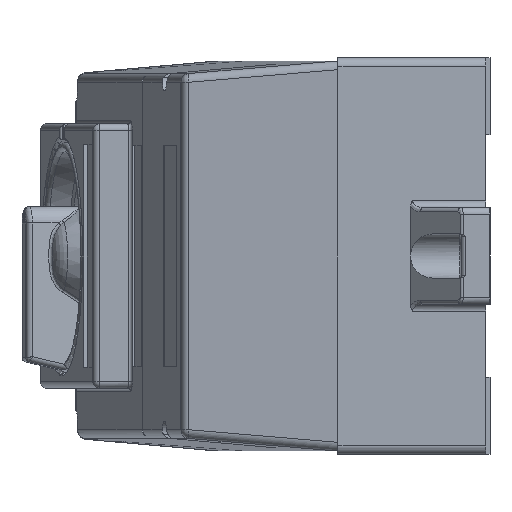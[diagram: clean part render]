
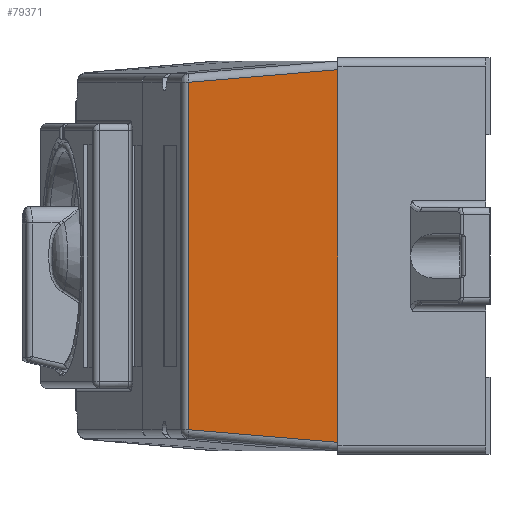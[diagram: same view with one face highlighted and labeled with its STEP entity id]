
A CAD part, left-side view. The second image highlights one B-rep face of the part: STEP entity #79371.
In plain terms, the highlighted planar face has unit normal (-0.996, 0.087, 0).
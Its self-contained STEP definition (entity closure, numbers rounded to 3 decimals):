
#1971 = EDGE_CURVE ( 'NONE', #79376, #9527, #69287, .T. ) ;
#2226 = VERTEX_POINT ( 'NONE', #69426 ) ;
#7750 = LINE ( 'NONE', #80877, #82552 ) ;
#9020 = CARTESIAN_POINT ( 'NONE',  ( -312.194, 67.458, -84.572 ) ) ;
#9527 = VERTEX_POINT ( 'NONE', #9020 ) ;
#13617 = CARTESIAN_POINT ( 'NONE',  ( -312.194, 67.458, 84.572 ) ) ;
#14610 = FACE_OUTER_BOUND ( 'NONE', #67316, .T. ) ;
#26205 = AXIS2_PLACEMENT_3D ( 'NONE', #66064, #51775, #46306 ) ;
#31055 = DIRECTION ( 'NONE',  ( 0.087, 0.993, -0.084 ) ) ;
#32326 = DIRECTION ( 'NONE',  ( 0., 0., -1. ) ) ;
#36530 = VECTOR ( 'NONE', #31055, 1000. ) ;
#36957 = EDGE_CURVE ( 'NONE', #2226, #73077, #82076, .T. ) ;
#38597 = CARTESIAN_POINT ( 'NONE',  ( -312.194, 67.458, -90. ) ) ;
#40114 = EDGE_CURVE ( 'NONE', #79376, #2226, #57132, .T. ) ;
#46306 = DIRECTION ( 'NONE',  ( 0.087, 0.996, 0. ) ) ;
#48255 = DIRECTION ( 'NONE',  ( -0.087, -0.993, -0.084 ) ) ;
#49746 = ORIENTED_EDGE ( 'NONE', *, *, #80840, .T. ) ;
#51775 = DIRECTION ( 'NONE',  ( 0.996, -0.087, 0. ) ) ;
#52055 = PLANE ( 'NONE',  #26205 ) ;
#57132 = LINE ( 'NONE', #70302, #36530 ) ;
#61109 = ORIENTED_EDGE ( 'NONE', *, *, #36957, .T. ) ;
#64655 = VECTOR ( 'NONE', #79099, 1000. ) ;
#66064 = CARTESIAN_POINT ( 'NONE',  ( -312.197, 67.424, 88.5 ) ) ;
#67316 = EDGE_LOOP ( 'NONE', ( #80458, #76823, #61109, #49746 ) ) ;
#69287 = LINE ( 'NONE', #38597, #77467 ) ;
#69426 = CARTESIAN_POINT ( 'NONE',  ( -306.271, 135.15, 78.83 ) ) ;
#70302 = CARTESIAN_POINT ( 'NONE',  ( -306.033, 137.879, 78.599 ) ) ;
#73077 = VERTEX_POINT ( 'NONE', #82450 ) ;
#76823 = ORIENTED_EDGE ( 'NONE', *, *, #40114, .T. ) ;
#77467 = VECTOR ( 'NONE', #32326, 1000. ) ;
#79099 = DIRECTION ( 'NONE',  ( 0., 0., -1. ) ) ;
#79371 = ADVANCED_FACE ( 'NONE', ( #14610 ), #52055, .F. ) ;
#79376 = VERTEX_POINT ( 'NONE', #13617 ) ;
#80458 = ORIENTED_EDGE ( 'NONE', *, *, #1971, .F. ) ;
#80840 = EDGE_CURVE ( 'NONE', #73077, #9527, #7750, .T. ) ;
#80877 = CARTESIAN_POINT ( 'NONE',  ( -310.931, 81.891, -83.348 ) ) ;
#82076 = LINE ( 'NONE', #84567, #64655 ) ;
#82450 = CARTESIAN_POINT ( 'NONE',  ( -306.271, 135.15, -78.83 ) ) ;
#82552 = VECTOR ( 'NONE', #48255, 1000. ) ;
#84567 = CARTESIAN_POINT ( 'NONE',  ( -306.271, 135.15, 88.5 ) ) ;
